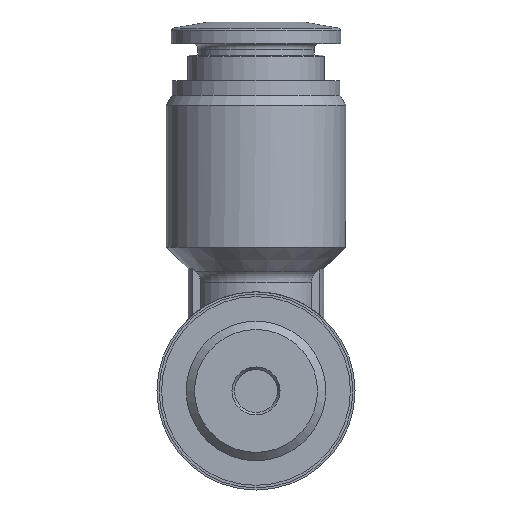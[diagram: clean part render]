
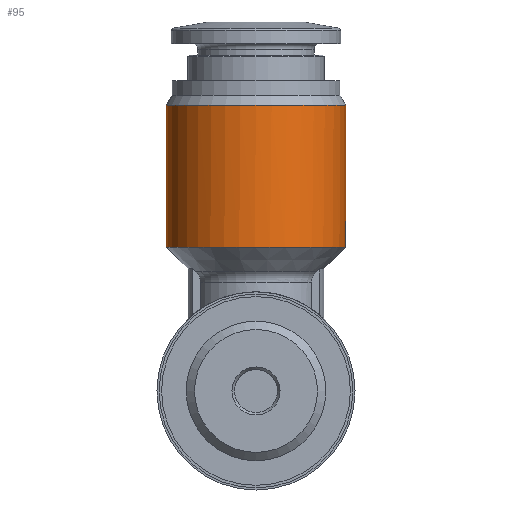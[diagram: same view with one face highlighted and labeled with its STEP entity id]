
A CAD part, front view. The second image highlights one B-rep face of the part: STEP entity #95.
In plain terms, the highlighted cylindrical face has radius 6.25 mm (diameter 12.5 mm), a full revolution.
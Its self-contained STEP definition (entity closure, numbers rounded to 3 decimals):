
#95 = ADVANCED_FACE( '', ( #252, #253 ), #254, .T. );
#252 = FACE_OUTER_BOUND( '', #509, .T. );
#253 = FACE_OUTER_BOUND( '', #510, .T. );
#254 = CYLINDRICAL_SURFACE( '', #511, 6.25 );
#509 = EDGE_LOOP( '', ( #763 ) );
#510 = EDGE_LOOP( '', ( #764 ) );
#511 = AXIS2_PLACEMENT_3D( '', #765, #766, #767 );
#763 = ORIENTED_EDGE( '', *, *, #1274, .F. );
#764 = ORIENTED_EDGE( '', *, *, #1275, .T. );
#765 = CARTESIAN_POINT( '', ( 0., 0., 0. ) );
#766 = DIRECTION( '', ( 0., 0., 1. ) );
#767 = DIRECTION( '', ( -1., 0., 0. ) );
#1274 = EDGE_CURVE( '', #1465, #1465, #1466, .T. );
#1275 = EDGE_CURVE( '', #1467, #1467, #1468, .T. );
#1465 = VERTEX_POINT( '', #1746 );
#1466 = CIRCLE( '', #1747, 6.25 );
#1467 = VERTEX_POINT( '', #1748 );
#1468 = CIRCLE( '', #1749, 6.25 );
#1746 = CARTESIAN_POINT( '', ( -6.25, 0., 10. ) );
#1747 = AXIS2_PLACEMENT_3D( '', #2224, #2225, #2226 );
#1748 = CARTESIAN_POINT( '', ( -6.25, 0., 19.907 ) );
#1749 = AXIS2_PLACEMENT_3D( '', #2227, #2228, #2229 );
#2224 = CARTESIAN_POINT( '', ( 0., 0., 10. ) );
#2225 = DIRECTION( '', ( 0., 0., -1. ) );
#2226 = DIRECTION( '', ( -1., 0., 0. ) );
#2227 = CARTESIAN_POINT( '', ( 0., 0., 19.907 ) );
#2228 = DIRECTION( '', ( 0., 0., -1. ) );
#2229 = DIRECTION( '', ( -1., 0., 0. ) );
